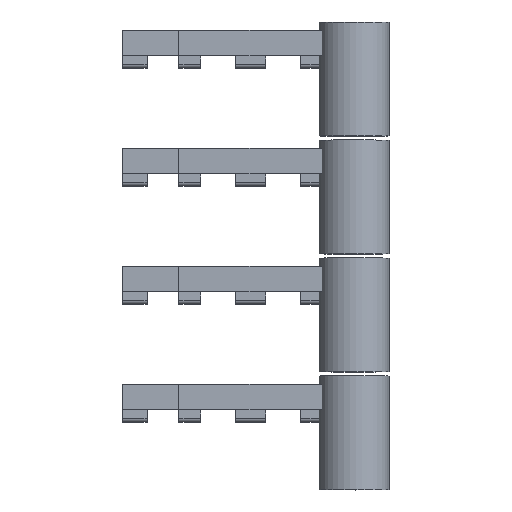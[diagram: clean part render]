
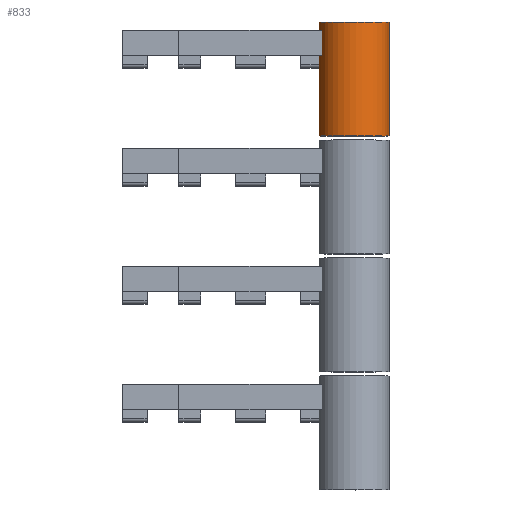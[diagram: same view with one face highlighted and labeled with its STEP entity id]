
A CAD part, top view. The second image highlights one B-rep face of the part: STEP entity #833.
In plain terms, the highlighted cylindrical face has radius 4.4 mm (diameter 8.8 mm), a partial arc.
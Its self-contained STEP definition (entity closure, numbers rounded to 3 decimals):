
#15 = DIRECTION ( 'NONE',  ( 0., 0., 1. ) ) ;
#76 = VERTEX_POINT ( 'NONE', #2146 ) ;
#96 = CIRCLE ( 'NONE', #1690, 4.4 ) ;
#233 = CIRCLE ( 'NONE', #1451, 4.4 ) ;
#262 = ORIENTED_EDGE ( 'NONE', *, *, #905, .F. ) ;
#297 = ORIENTED_EDGE ( 'NONE', *, *, #2337, .F. ) ;
#310 = VECTOR ( 'NONE', #561, 1000. ) ;
#470 = CARTESIAN_POINT ( 'NONE',  ( 0., 0., 0. ) ) ;
#512 = FACE_OUTER_BOUND ( 'NONE', #1223, .T. ) ;
#556 = EDGE_CURVE ( 'NONE', #2659, #960, #96, .T. ) ;
#561 = DIRECTION ( 'NONE',  ( 0., -1., 0. ) ) ;
#667 = VECTOR ( 'NONE', #2721, 1000. ) ;
#811 = DIRECTION ( 'NONE',  ( 0., 1., 0. ) ) ;
#833 = ADVANCED_FACE ( 'NONE', ( #512 ), #2727, .T. ) ;
#905 = EDGE_CURVE ( 'NONE', #1453, #960, #2796, .T. ) ;
#960 = VERTEX_POINT ( 'NONE', #2651 ) ;
#1004 = CARTESIAN_POINT ( 'NONE',  ( 0., 14., -4.4 ) ) ;
#1124 = CARTESIAN_POINT ( 'NONE',  ( 1.25, 14., 4.219 ) ) ;
#1223 = EDGE_LOOP ( 'NONE', ( #262, #297, #2165, #1910 ) ) ;
#1274 = LINE ( 'NONE', #1124, #667 ) ;
#1451 = AXIS2_PLACEMENT_3D ( 'NONE', #1736, #811, #1960 ) ;
#1453 = VERTEX_POINT ( 'NONE', #1004 ) ;
#1485 = DIRECTION ( 'NONE',  ( 0., -1., 0. ) ) ;
#1690 = AXIS2_PLACEMENT_3D ( 'NONE', #470, #2529, #15 ) ;
#1736 = CARTESIAN_POINT ( 'NONE',  ( 0., 14., 0. ) ) ;
#1910 = ORIENTED_EDGE ( 'NONE', *, *, #556, .T. ) ;
#1960 = DIRECTION ( 'NONE',  ( 0., 0., 1. ) ) ;
#2089 = CARTESIAN_POINT ( 'NONE',  ( 1.25, 0., 4.219 ) ) ;
#2135 = CARTESIAN_POINT ( 'NONE',  ( 0., 14., -4.4 ) ) ;
#2146 = CARTESIAN_POINT ( 'NONE',  ( 1.25, 14., 4.219 ) ) ;
#2165 = ORIENTED_EDGE ( 'NONE', *, *, #2452, .F. ) ;
#2337 = EDGE_CURVE ( 'NONE', #76, #1453, #233, .T. ) ;
#2374 = CARTESIAN_POINT ( 'NONE',  ( 0., 14., 0. ) ) ;
#2452 = EDGE_CURVE ( 'NONE', #2659, #76, #1274, .T. ) ;
#2529 = DIRECTION ( 'NONE',  ( 0., 1., 0. ) ) ;
#2605 = DIRECTION ( 'NONE',  ( 0., 0., -1. ) ) ;
#2651 = CARTESIAN_POINT ( 'NONE',  ( 0., 0., -4.4 ) ) ;
#2659 = VERTEX_POINT ( 'NONE', #2089 ) ;
#2721 = DIRECTION ( 'NONE',  ( 0., 1., 0. ) ) ;
#2727 = CYLINDRICAL_SURFACE ( 'NONE', #2771, 4.4 ) ;
#2771 = AXIS2_PLACEMENT_3D ( 'NONE', #2374, #1485, #2605 ) ;
#2796 = LINE ( 'NONE', #2135, #310 ) ;
